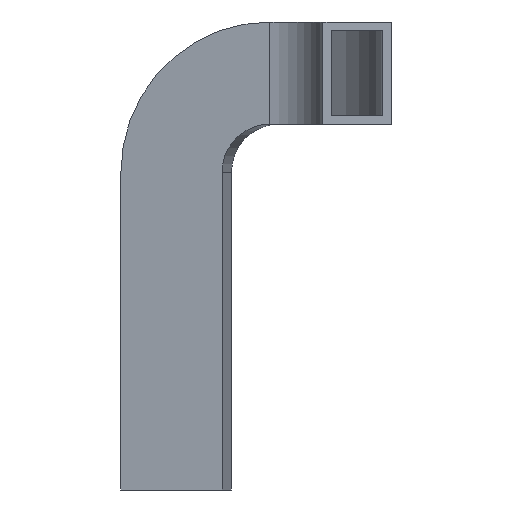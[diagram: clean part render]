
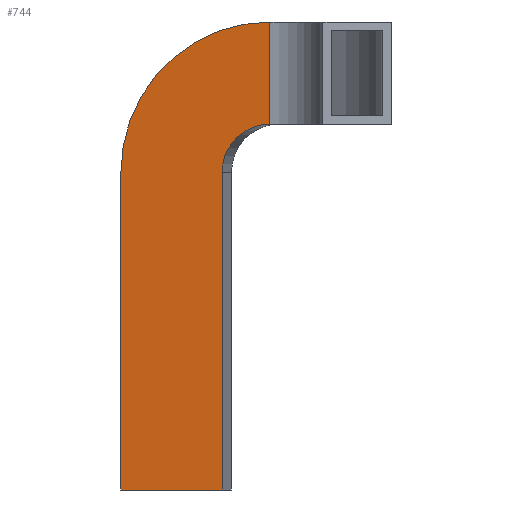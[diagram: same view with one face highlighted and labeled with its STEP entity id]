
A CAD part, left-side view. The second image highlights one B-rep face of the part: STEP entity #744.
In plain terms, the highlighted planar face has unit normal (-0.99, 0.138, 0).
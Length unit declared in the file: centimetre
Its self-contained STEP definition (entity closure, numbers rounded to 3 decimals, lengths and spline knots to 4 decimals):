
#36 = EDGE_CURVE ( 'NONE', #451, #106, #801, .T. ) ;
#47 = ORIENTED_EDGE ( 'NONE', *, *, #121, .T. ) ;
#73 = AXIS2_PLACEMENT_3D ( 'NONE', #615, #734, #618 ) ;
#78 = LINE ( 'NONE', #631, #790 ) ;
#82 = DIRECTION ( 'NONE',  ( -0.138, -0.99, 0. ) ) ;
#91 = AXIS2_PLACEMENT_3D ( 'NONE', #698, #197, #82 ) ;
#106 = VERTEX_POINT ( 'NONE', #500 ) ;
#111 = ORIENTED_EDGE ( 'NONE', *, *, #36, .F. ) ;
#121 = EDGE_CURVE ( 'NONE', #451, #252, #317, .T. ) ;
#123 = AXIS2_PLACEMENT_3D ( 'NONE', #606, #232, #535 ) ;
#132 = EDGE_LOOP ( 'NONE', ( #293, #578, #784, #699, #111, #47 ) ) ;
#134 = DIRECTION ( 'NONE',  ( 0.138, 0.99, 0. ) ) ;
#197 = DIRECTION ( 'NONE',  ( -0.99, 0.138, 0. ) ) ;
#232 = DIRECTION ( 'NONE',  ( -0.99, 0.138, 0. ) ) ;
#251 = EDGE_CURVE ( 'NONE', #283, #297, #78, .T. ) ;
#252 = VERTEX_POINT ( 'NONE', #399 ) ;
#254 = VECTOR ( 'NONE', #545, 100. ) ;
#283 = VERTEX_POINT ( 'NONE', #343 ) ;
#293 = ORIENTED_EDGE ( 'NONE', *, *, #430, .T. ) ;
#296 = DIRECTION ( 'NONE',  ( 0., 0., -1. ) ) ;
#297 = VERTEX_POINT ( 'NONE', #322 ) ;
#312 = DIRECTION ( 'NONE',  ( 0., 0., 1. ) ) ;
#317 = LINE ( 'NONE', #619, #754 ) ;
#322 = CARTESIAN_POINT ( 'NONE',  ( 7.6565, 13.8684, -24.4831 ) ) ;
#343 = CARTESIAN_POINT ( 'NONE',  ( 6.8288, 7.9257, -24.4831 ) ) ;
#351 = LINE ( 'NONE', #797, #254 ) ;
#367 = FACE_OUTER_BOUND ( 'NONE', #132, .T. ) ;
#372 = PLANE ( 'NONE',  #73 ) ;
#385 = VERTEX_POINT ( 'NONE', #718 ) ;
#399 = CARTESIAN_POINT ( 'NONE',  ( 6.4387, 5.1248, 3. ) ) ;
#424 = EDGE_CURVE ( 'NONE', #106, #283, #351, .T. ) ;
#430 = EDGE_CURVE ( 'NONE', #252, #385, #725, .T. ) ;
#451 = VERTEX_POINT ( 'NONE', #582 ) ;
#491 = CARTESIAN_POINT ( 'NONE',  ( 7.6565, 13.8684, -5.8279 ) ) ;
#500 = CARTESIAN_POINT ( 'NONE',  ( 6.8288, 7.9257, -5.8279 ) ) ;
#535 = DIRECTION ( 'NONE',  ( -0.138, -0.99, 0. ) ) ;
#545 = DIRECTION ( 'NONE',  ( 0., 0., -1. ) ) ;
#578 = ORIENTED_EDGE ( 'NONE', *, *, #717, .T. ) ;
#582 = CARTESIAN_POINT ( 'NONE',  ( 6.4387, 5.1248, -3. ) ) ;
#606 = CARTESIAN_POINT ( 'NONE',  ( 6.4387, 5.1248, -5.8279 ) ) ;
#615 = CARTESIAN_POINT ( 'NONE',  ( 6.4387, 5.1248, 2.5 ) ) ;
#618 = DIRECTION ( 'NONE',  ( -0.138, -0.99, 0. ) ) ;
#619 = CARTESIAN_POINT ( 'NONE',  ( 6.4387, 5.1248, 2.5 ) ) ;
#631 = CARTESIAN_POINT ( 'NONE',  ( 7.2427, 10.897, -24.4831 ) ) ;
#698 = CARTESIAN_POINT ( 'NONE',  ( 6.4387, 5.1248, -5.8279 ) ) ;
#699 = ORIENTED_EDGE ( 'NONE', *, *, #424, .F. ) ;
#717 = EDGE_CURVE ( 'NONE', #385, #297, #798, .T. ) ;
#718 = CARTESIAN_POINT ( 'NONE',  ( 7.6565, 13.8684, -5.8279 ) ) ;
#725 = CIRCLE ( 'NONE', #123, 8.8279 ) ;
#734 = DIRECTION ( 'NONE',  ( -0.99, 0.138, 0. ) ) ;
#744 = ADVANCED_FACE ( 'NONE', ( #367 ), #372, .T. ) ;
#754 = VECTOR ( 'NONE', #312, 100. ) ;
#784 = ORIENTED_EDGE ( 'NONE', *, *, #251, .F. ) ;
#787 = VECTOR ( 'NONE', #296, 100. ) ;
#790 = VECTOR ( 'NONE', #134, 100. ) ;
#797 = CARTESIAN_POINT ( 'NONE',  ( 6.8288, 7.9257, -5.8279 ) ) ;
#798 = LINE ( 'NONE', #491, #787 ) ;
#801 = CIRCLE ( 'NONE', #91, 2.8279 ) ;
